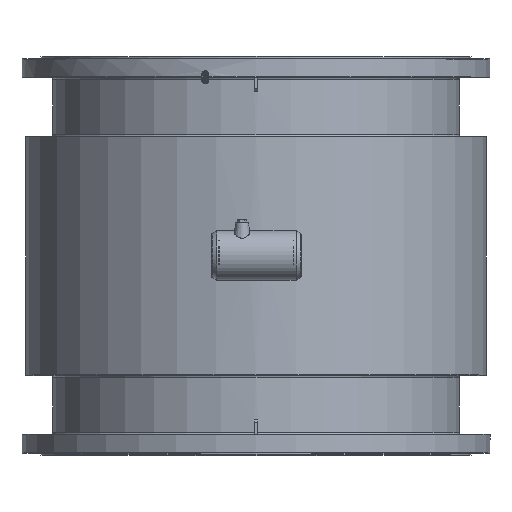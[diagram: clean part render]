
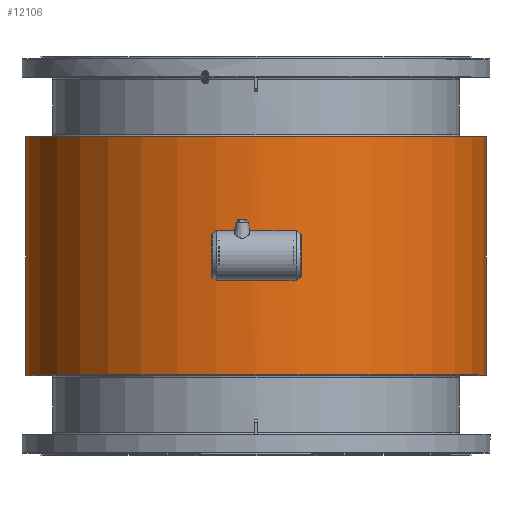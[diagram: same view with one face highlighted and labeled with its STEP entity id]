
A CAD part, top view. The second image highlights one B-rep face of the part: STEP entity #12106.
In plain terms, the highlighted cylindrical face has radius 577.5 mm (diameter 1155 mm), a full revolution.
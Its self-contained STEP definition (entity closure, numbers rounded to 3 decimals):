
#1036=B_SPLINE_CURVE_WITH_KNOTS('',3,(#28974,#28975,#28976,#28977,#28978,
#28979,#28980,#28981,#28982,#28983,#28984,#28985,#28986,#28987,#28988,#28989,
#28990,#28991,#28992,#28993,#28994,#28995,#28996,#28997,#28998,#28999,#29000,
#29001,#29002,#29003,#29004,#29005,#29006,#29007,#29008),.UNSPECIFIED.,
 .F.,.F.,(4,2,2,2,2,2,2,2,3,2,2,2,2,2,2,2,4),(-3.164,-2.769,
-2.373,-1.978,-1.582,-1.187,
-0.791,-0.396,0.,0.396,0.791,
1.187,1.582,1.978,2.373,2.769,
3.164),.UNSPECIFIED.);
#1037=B_SPLINE_CURVE_WITH_KNOTS('',3,(#29009,#29010,#29011,#29012,#29013,
#29014,#29015,#29016,#29017,#29018,#29019,#29020,#29021,#29022,#29023,#29024,
#29025,#29026,#29027,#29028,#29029,#29030,#29031,#29032,#29033,#29034,#29035,
#29036,#29037,#29038,#29039,#29040,#29041,#29042),.UNSPECIFIED.,.F.,.F.,
(4,2,2,2,2,2,2,2,2,2,2,2,2,2,2,2,4),(3.164,3.56,3.956,
4.351,4.747,5.142,5.538,5.933,
6.329,6.724,7.12,7.516,7.911,
8.307,8.702,9.098,9.493),
 .UNSPECIFIED.);
#1638=LINE('',#28971,#2322);
#2322=VECTOR('',#14880,577.5);
#2804=CYLINDRICAL_SURFACE('',#13076,577.5);
#3045=FACE_BOUND('',#4200,.T.);
#3360=FACE_OUTER_BOUND('',#4199,.T.);
#4199=EDGE_LOOP('',(#9548,#9549,#9550,#9551));
#4200=EDGE_LOOP('',(#9552,#9553));
#4970=CIRCLE('',#13073,577.5);
#4973=CIRCLE('',#13077,577.5);
#5725=VERTEX_POINT('',#28963);
#5727=VERTEX_POINT('',#28969);
#5728=VERTEX_POINT('',#28972);
#5729=VERTEX_POINT('',#28973);
#7125=EDGE_CURVE('',#5725,#5725,#4970,.T.);
#7128=EDGE_CURVE('',#5727,#5727,#4973,.T.);
#7129=EDGE_CURVE('',#5727,#5725,#1638,.T.);
#7130=EDGE_CURVE('',#5728,#5729,#1036,.T.);
#7131=EDGE_CURVE('',#5729,#5728,#1037,.T.);
#9548=ORIENTED_EDGE('',*,*,#7128,.F.);
#9549=ORIENTED_EDGE('',*,*,#7129,.T.);
#9550=ORIENTED_EDGE('',*,*,#7125,.F.);
#9551=ORIENTED_EDGE('',*,*,#7129,.F.);
#9552=ORIENTED_EDGE('',*,*,#7130,.T.);
#9553=ORIENTED_EDGE('',*,*,#7131,.T.);
#12106=ADVANCED_FACE('',(#3360,#3045),#2804,.T.);
#13073=AXIS2_PLACEMENT_3D('',#28964,#14870,#14871);
#13076=AXIS2_PLACEMENT_3D('',#28968,#14876,#14877);
#13077=AXIS2_PLACEMENT_3D('',#28970,#14878,#14879);
#14870=DIRECTION('center_axis',(0.,0.,
1.));
#14871=DIRECTION('ref_axis',(0.,1.,0.));
#14876=DIRECTION('center_axis',(0.,0.,
-1.));
#14877=DIRECTION('ref_axis',(0.,-1.,0.));
#14878=DIRECTION('center_axis',(0.,0.,
-1.));
#14879=DIRECTION('ref_axis',(0.,1.,0.));
#14880=DIRECTION('',(0.,0.,1.));
#28963=CARTESIAN_POINT('',(95.,1345.25,299.));
#28964=CARTESIAN_POINT('Origin',(95.,767.75,299.));
#28968=CARTESIAN_POINT('Origin',(95.,767.75,0.));
#28969=CARTESIAN_POINT('',(95.,1345.25,-299.));
#28970=CARTESIAN_POINT('Origin',(95.,767.75,-299.));
#28971=CARTESIAN_POINT('',(95.,1345.25,0.));
#28972=CARTESIAN_POINT('',(95.,190.25,21.));
#28973=CARTESIAN_POINT('',(95.,190.25,-21.));
#28974=CARTESIAN_POINT('Ctrl Pts',(95.,190.25,21.));
#28975=CARTESIAN_POINT('Ctrl Pts',(96.319,190.25,21.));
#28976=CARTESIAN_POINT('Ctrl Pts',(97.682,190.255,20.874));
#28977=CARTESIAN_POINT('Ctrl Pts',(100.394,190.274,20.342));
#28978=CARTESIAN_POINT('Ctrl Pts',(101.743,190.288,19.937));
#28979=CARTESIAN_POINT('Ctrl Pts',(104.33,190.324,18.866));
#28980=CARTESIAN_POINT('Ctrl Pts',(105.57,190.346,18.198));
#28981=CARTESIAN_POINT('Ctrl Pts',(107.864,190.392,16.656));
#28982=CARTESIAN_POINT('Ctrl Pts',(108.917,190.417,15.781));
#28983=CARTESIAN_POINT('Ctrl Pts',(110.781,190.465,13.917));
#28984=CARTESIAN_POINT('Ctrl Pts',(111.656,190.49,12.864));
#28985=CARTESIAN_POINT('Ctrl Pts',(113.198,190.536,10.57));
#28986=CARTESIAN_POINT('Ctrl Pts',(113.866,190.558,9.33));
#28987=CARTESIAN_POINT('Ctrl Pts',(114.937,190.594,6.743));
#28988=CARTESIAN_POINT('Ctrl Pts',(115.342,190.608,5.394));
#28989=CARTESIAN_POINT('Ctrl Pts',(115.874,190.627,2.682));
#28990=CARTESIAN_POINT('Ctrl Pts',(116.,190.632,1.319));
#28991=CARTESIAN_POINT('Ctrl Pts',(116.,190.632,0.));
#28992=CARTESIAN_POINT('Ctrl Pts',(116.,190.632,-1.319));
#28993=CARTESIAN_POINT('Ctrl Pts',(115.874,190.627,-2.682));
#28994=CARTESIAN_POINT('Ctrl Pts',(115.342,190.608,-5.394));
#28995=CARTESIAN_POINT('Ctrl Pts',(114.937,190.594,-6.743));
#28996=CARTESIAN_POINT('Ctrl Pts',(113.866,190.558,-9.33));
#28997=CARTESIAN_POINT('Ctrl Pts',(113.198,190.536,-10.57));
#28998=CARTESIAN_POINT('Ctrl Pts',(111.656,190.49,-12.864));
#28999=CARTESIAN_POINT('Ctrl Pts',(110.781,190.465,-13.917));
#29000=CARTESIAN_POINT('Ctrl Pts',(108.917,190.417,-15.781));
#29001=CARTESIAN_POINT('Ctrl Pts',(107.864,190.392,-16.656));
#29002=CARTESIAN_POINT('Ctrl Pts',(105.57,190.346,-18.198));
#29003=CARTESIAN_POINT('Ctrl Pts',(104.33,190.324,-18.866));
#29004=CARTESIAN_POINT('Ctrl Pts',(101.743,190.288,-19.937));
#29005=CARTESIAN_POINT('Ctrl Pts',(100.394,190.274,-20.342));
#29006=CARTESIAN_POINT('Ctrl Pts',(97.682,190.255,-20.874));
#29007=CARTESIAN_POINT('Ctrl Pts',(96.319,190.25,-21.));
#29008=CARTESIAN_POINT('Ctrl Pts',(95.,190.25,-21.));
#29009=CARTESIAN_POINT('Ctrl Pts',(95.,190.25,-21.));
#29010=CARTESIAN_POINT('Ctrl Pts',(93.681,190.25,-21.));
#29011=CARTESIAN_POINT('Ctrl Pts',(92.318,190.255,-20.874));
#29012=CARTESIAN_POINT('Ctrl Pts',(89.606,190.274,-20.342));
#29013=CARTESIAN_POINT('Ctrl Pts',(88.257,190.288,-19.937));
#29014=CARTESIAN_POINT('Ctrl Pts',(85.67,190.324,-18.866));
#29015=CARTESIAN_POINT('Ctrl Pts',(84.43,190.346,-18.198));
#29016=CARTESIAN_POINT('Ctrl Pts',(82.136,190.392,-16.656));
#29017=CARTESIAN_POINT('Ctrl Pts',(81.083,190.417,-15.781));
#29018=CARTESIAN_POINT('Ctrl Pts',(79.219,190.465,-13.917));
#29019=CARTESIAN_POINT('Ctrl Pts',(78.344,190.49,-12.864));
#29020=CARTESIAN_POINT('Ctrl Pts',(76.802,190.536,-10.57));
#29021=CARTESIAN_POINT('Ctrl Pts',(76.134,190.558,-9.33));
#29022=CARTESIAN_POINT('Ctrl Pts',(75.063,190.594,-6.743));
#29023=CARTESIAN_POINT('Ctrl Pts',(74.658,190.608,-5.394));
#29024=CARTESIAN_POINT('Ctrl Pts',(74.126,190.627,-2.682));
#29025=CARTESIAN_POINT('Ctrl Pts',(74.,190.632,-1.319));
#29026=CARTESIAN_POINT('Ctrl Pts',(74.,190.632,1.319));
#29027=CARTESIAN_POINT('Ctrl Pts',(74.126,190.627,2.682));
#29028=CARTESIAN_POINT('Ctrl Pts',(74.658,190.608,5.394));
#29029=CARTESIAN_POINT('Ctrl Pts',(75.063,190.594,6.743));
#29030=CARTESIAN_POINT('Ctrl Pts',(76.134,190.558,9.33));
#29031=CARTESIAN_POINT('Ctrl Pts',(76.802,190.536,10.57));
#29032=CARTESIAN_POINT('Ctrl Pts',(78.344,190.49,12.864));
#29033=CARTESIAN_POINT('Ctrl Pts',(79.219,190.465,13.917));
#29034=CARTESIAN_POINT('Ctrl Pts',(81.083,190.417,15.781));
#29035=CARTESIAN_POINT('Ctrl Pts',(82.136,190.392,16.656));
#29036=CARTESIAN_POINT('Ctrl Pts',(84.43,190.346,18.198));
#29037=CARTESIAN_POINT('Ctrl Pts',(85.67,190.324,18.866));
#29038=CARTESIAN_POINT('Ctrl Pts',(88.257,190.288,19.937));
#29039=CARTESIAN_POINT('Ctrl Pts',(89.606,190.274,20.342));
#29040=CARTESIAN_POINT('Ctrl Pts',(92.318,190.255,20.874));
#29041=CARTESIAN_POINT('Ctrl Pts',(93.681,190.25,21.));
#29042=CARTESIAN_POINT('Ctrl Pts',(95.,190.25,21.));
